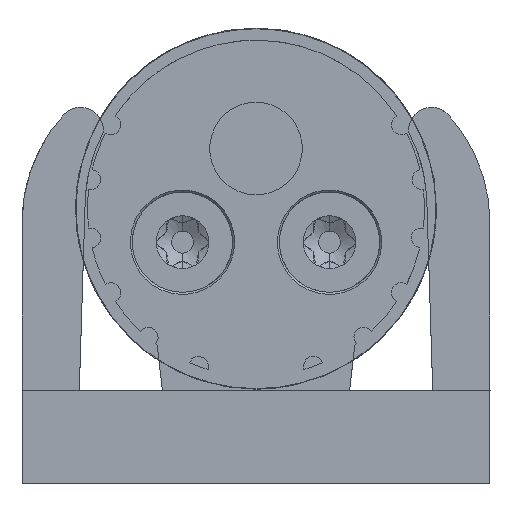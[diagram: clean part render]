
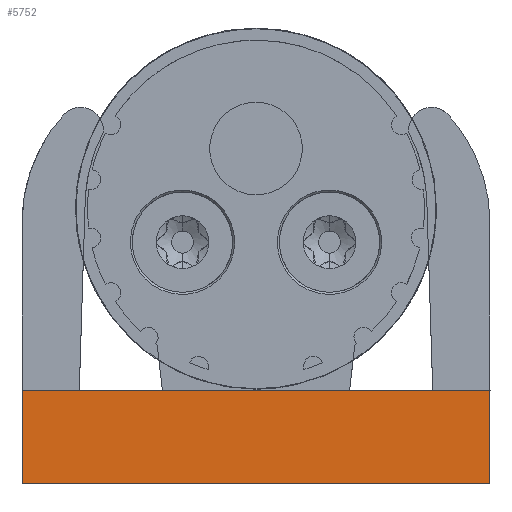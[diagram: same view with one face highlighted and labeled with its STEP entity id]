
A CAD part, front view. The second image highlights one B-rep face of the part: STEP entity #5752.
In plain terms, the highlighted planar face has unit normal (0, -1, 0).
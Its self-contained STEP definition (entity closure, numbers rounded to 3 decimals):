
#5744=AXIS2_PLACEMENT_3D('Plane Axis2P3D',#5741,#5742,#5743) ;
#3575=CARTESIAN_POINT('Vertex',(0.,0.,0.)) ;
#3591=CARTESIAN_POINT('Vertex',(35.,0.,0.)) ;
#3594=CARTESIAN_POINT('Line Origine',(17.5,0.,0.)) ;
#5353=CARTESIAN_POINT('Line Origine',(17.5,0.,7.)) ;
#5357=CARTESIAN_POINT('Vertex',(0.,0.,7.)) ;
#5359=CARTESIAN_POINT('Vertex',(35.,0.,7.)) ;
#5668=CARTESIAN_POINT('Line Origine',(0.,0.,3.5)) ;
#5720=CARTESIAN_POINT('Line Origine',(35.,0.,3.5)) ;
#5741=CARTESIAN_POINT('Axis2P3D Location',(-0.02,0.,-0.02)) ;
#3595=DIRECTION('Vector Direction',(-1.,0.,0.)) ;
#5354=DIRECTION('Vector Direction',(1.,0.,0.)) ;
#5669=DIRECTION('Vector Direction',(0.,0.,1.)) ;
#5721=DIRECTION('Vector Direction',(0.,0.,1.)) ;
#5742=DIRECTION('Axis2P3D Direction',(0.,-1.,0.)) ;
#5743=DIRECTION('Axis2P3D XDirection',(1.,0.,0.)) ;
#3596=VECTOR('Line Direction',#3595,1.) ;
#5355=VECTOR('Line Direction',#5354,1.) ;
#5670=VECTOR('Line Direction',#5669,1.) ;
#5722=VECTOR('Line Direction',#5721,1.) ;
#5747=ORIENTED_EDGE('',*,*,#5724,.T.) ;
#5748=ORIENTED_EDGE('',*,*,#5361,.F.) ;
#5749=ORIENTED_EDGE('',*,*,#5672,.F.) ;
#5750=ORIENTED_EDGE('',*,*,#3598,.F.) ;
#5752=ADVANCED_FACE('Hauptkoerper',(#5751),#5745,.T.) ;
#3598=EDGE_CURVE('',#3592,#3576,#3597,.T.) ;
#5361=EDGE_CURVE('',#5358,#5360,#5356,.T.) ;
#5672=EDGE_CURVE('',#3576,#5358,#5671,.T.) ;
#5724=EDGE_CURVE('',#3592,#5360,#5723,.T.) ;
#5746=EDGE_LOOP('',(#5747,#5748,#5749,#5750)) ;
#5751=FACE_OUTER_BOUND('',#5746,.T.) ;
#3597=LINE('Line',#3594,#3596) ;
#5356=LINE('Line',#5353,#5355) ;
#5671=LINE('Line',#5668,#5670) ;
#5723=LINE('Line',#5720,#5722) ;
#5745=PLANE('',#5744) ;
#3576=VERTEX_POINT('',#3575) ;
#3592=VERTEX_POINT('',#3591) ;
#5358=VERTEX_POINT('',#5357) ;
#5360=VERTEX_POINT('',#5359) ;
